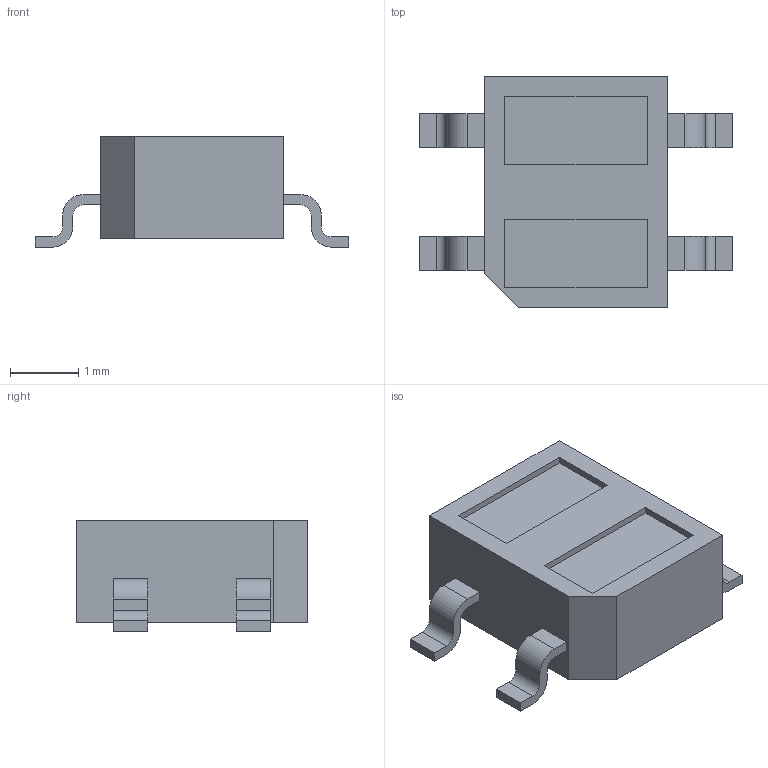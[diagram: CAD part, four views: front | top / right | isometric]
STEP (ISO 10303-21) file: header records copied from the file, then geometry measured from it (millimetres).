
FILE_DESCRIPTION(/* description */ (''),/* implementation_level */ '2;1');
FILE_NAME(/* name */ 'ITR8307-S17-TR8 v2.step',/* time_stamp */ '2024-06-06T23:05:53+02:00',/* author */ (''),/* organization */ (''),/* preprocessor_version */ 'ST-DEVELOPER v20',/* originating_system */ 'Autodesk Translation Framework v13.14.0.145',/* authorisation */ '');
FILE_SCHEMA (('AUTOMOTIVE_DESIGN { 1 0 10303 214 3 1 1 }'));
Length unit declared in the file: millimetre
Products named in the file (1): ITR8307-S17-TR8
Bounding box: 4.6 x 3.4 x 1.62 mm (x, y, z)
Volume: 13.6 mm3; surface area: 44.4 mm2
Topology: 1 solids, 1 shells, 69 faces, 183 edges, 122 vertices
Faces by surface type: plane 53, cylinder 16
Entity records: 2200 total; most frequent: CARTESIAN_POINT 375, ORIENTED_EDGE 366, DIRECTION 355, EDGE_CURVE 183, LINE 151, VECTOR 151, VERTEX_POINT 122, AXIS2_PLACEMENT_3D 102
